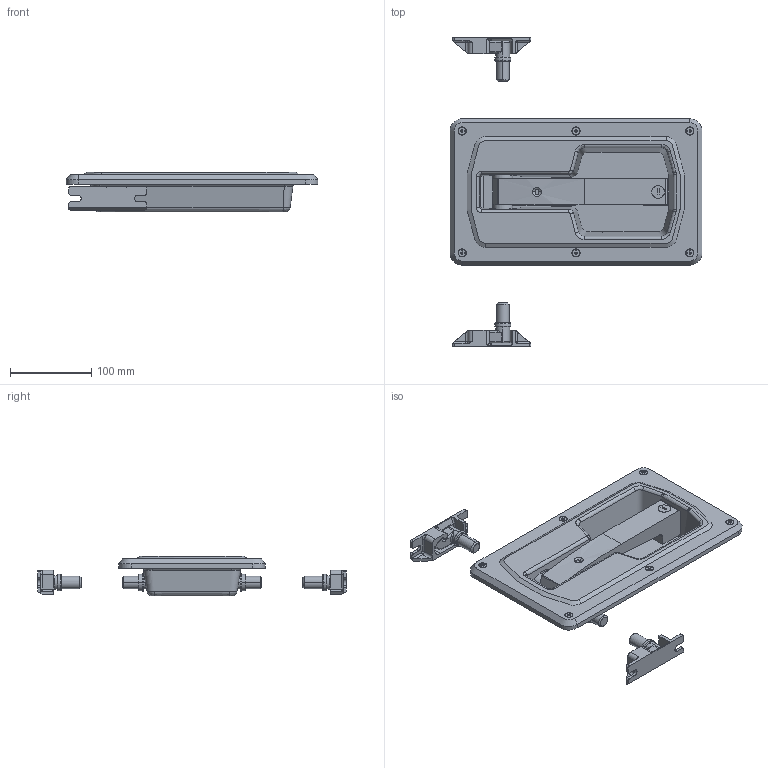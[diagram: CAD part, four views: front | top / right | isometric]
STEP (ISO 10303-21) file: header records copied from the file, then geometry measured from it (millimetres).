
FILE_DESCRIPTION (( 'STEP AP203' ), '1' );
FILE_NAME ('sone3D.STEP', '2018-01-31T03:57:53', ( '' ), ( '' ), 'SwSTEP 2.0', 'SolidWorks 2014', '' );
FILE_SCHEMA (( 'CONFIG_CONTROL_DESIGN' ));
Length unit declared in the file: millimetre
Products named in the file (14): FA-1815-S-1乣2__FA-1815-S-2_; FA-815N-1カバー_; T0230僟儈乕儘乕僞乕__#T0230-3; FA-815N-1ハンドル; FA-815N-1僫僀儘儞儚僢僔儍乕; FA-815僕儑僀儞僩A.B__僕儑僀儞僩B; FA-815N-1Oリング; 廫帤寠晅嶮偹偠M5_M5亊6; sone3D; FA-1815-S-1_-2僉乕僷乕__L; FA-1815-S-1_-2僼僢僋__FA-1815-S-2-L; FA-1815-S-1_-2僉乕僷乕__R; FA-1815-S-1_-2僼僢僋__FA-1815-S-2-R; FA-815N-1ボディー
Assembly tree (21 placements, depth 3):
  sone3D
    FA-815N-1ボディー
    FA-815N-1カバー_
    FA-815N-1ハンドル
    FA-815僕儑僀儞僩A.B__僕儑僀儞僩B  x2
    廫帤寠晅嶮偹偠M5_M5亊6  x6
    FA-1815-S-1乣2__FA-1815-S-2_
      FA-1815-S-1_-2僉乕僷乕__L
      FA-1815-S-1_-2僼僢僋__FA-1815-S-2-L
      FA-1815-S-1_-2僉乕僷乕__R
      FA-1815-S-1_-2僼僢僋__FA-1815-S-2-R
    T0230僟儈乕儘乕僞乕__#T0230-3
    FA-815N-1僫僀儘儞儚僢僔儍乕  x2
    FA-815N-1Oリング  x2
Bounding box: 310 x 380 x 49 mm (x, y, z)
Volume: 653925.2 mm3; surface area: 384734.3 mm2
Topology: 20 solids, 20 shells, 819 faces, 2111 edges, 1357 vertices
Faces by surface type: cylinder 287, plane 287, bspline 95, cone 80, torus 64, sphere 6
Entity records: 39456 total; most frequent: CARTESIAN_POINT 22494, ORIENTED_EDGE 3306, DIRECTION 3098, EDGE_CURVE 1653, AXIS2_PLACEMENT_3D 1229, VERTEX_POINT 1086, EDGE_LOOP 715, CIRCLE 674
